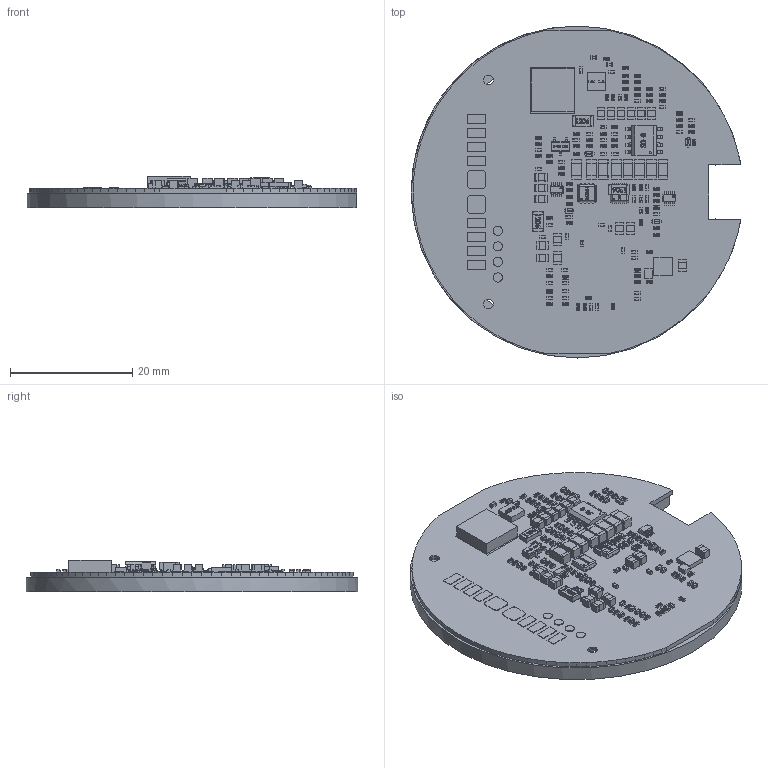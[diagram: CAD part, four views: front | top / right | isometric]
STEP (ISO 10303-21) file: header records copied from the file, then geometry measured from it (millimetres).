
FILE_DESCRIPTION((''),'2;1');
FILE_NAME('_MPP_N222X-3D_ASM','2024-05-14T',('YZL-Neil'),(''),'PRO/ENGINEER BY PARAMETRIC TECHNOLOGY CORPORATION, 2009360','PRO/ENGINEER BY PARAMETRIC TECHNOLOGY CORPORATION, 2009360','');
FILE_SCHEMA(('CONFIG_CONTROL_DESIGN'));
Length unit declared in the file: millimetre
Products named in the file (234): BOARD_1; CAP_MLCC_0402__1005__1; C1_ASM_1_ASM; CAP_MLCC_1206__3216__G_1; C10_ASM_1_ASM; C11_ASM_1_ASM; C12_ASM_1_ASM; C13_ASM_1_ASM; CAP_MLCC_0805__2012__D_1; C14_ASM_1_ASM; C15_ASM_1_ASM; C16_ASM_1_ASM; C17_ASM_1_ASM; C170_ASM_1_ASM; C18_ASM_1_ASM; C19_ASM_1_ASM; C2_ASM_1_ASM; C20_ASM_1_ASM; C201_ASM_1_ASM; C204_ASM_1_ASM; C205_ASM_1_ASM; C206_ASM_1_ASM; C207_ASM_1_ASM; C208_ASM_1_ASM; C209_ASM_1_ASM; C21_ASM_1_ASM; C210_ASM_1_ASM; C211_ASM_1_ASM; C213_ASM_1_ASM; C22_ASM_1_ASM; C23_ASM_1_ASM; C24_ASM_1_ASM; C25_ASM_1_ASM; C26_ASM_1_ASM; C268_ASM_1_ASM; C269_ASM_1_ASM; C27_ASM_1_ASM; C270_ASM_1_ASM; C271_ASM_1_ASM; C272_ASM_1_ASM ...
Assembly tree (375 placements, depth 7):
  _MPP_N222X-3D_ASM
    N226PCBA-3D_ASM_1_ASM
      PCB_ASM_1_ASM
        BOARD_1
        C1_ASM_1_ASM
          CAP_MLCC_0402__1005__1
        C10_ASM_1_ASM
          CAP_MLCC_1206__3216__G_1
        C11_ASM_1_ASM
          CAP_MLCC_0402__1005__1
        C12_ASM_1_ASM
          CAP_MLCC_0402__1005__1
        C13_ASM_1_ASM
          CAP_MLCC_0402__1005__1
        C14_ASM_1_ASM
          CAP_MLCC_0805__2012__D_1
        C15_ASM_1_ASM
          CAP_MLCC_0402__1005__1
        C16_ASM_1_ASM
          CAP_MLCC_0402__1005__1
        C17_ASM_1_ASM
          CAP_MLCC_0402__1005__1
        C170_ASM_1_ASM
          CAP_MLCC_0402__1005__1
        C18_ASM_1_ASM
          CAP_MLCC_0402__1005__1
        C19_ASM_1_ASM
          CAP_MLCC_1206__3216__G_1
        C2_ASM_1_ASM
          CAP_MLCC_1206__3216__G_1
        C20_ASM_1_ASM
          CAP_MLCC_0402__1005__1
        C201_ASM_1_ASM
          CAP_MLCC_0402__1005__1
        C204_ASM_1_ASM
          CAP_MLCC_0402__1005__1
        C205_ASM_1_ASM
          CAP_MLCC_0402__1005__1
        C206_ASM_1_ASM
          CAP_MLCC_0402__1005__1
        C207_ASM_1_ASM
          CAP_MLCC_0402__1005__1
        C208_ASM_1_ASM
          CAP_MLCC_0402__1005__1
        C209_ASM_1_ASM
          CAP_MLCC_0402__1005__1
        C21_ASM_1_ASM
          CAP_MLCC_0402__1005__1
        C210_ASM_1_ASM
          CAP_MLCC_0805__2012__D_1
        C211_ASM_1_ASM
          CAP_MLCC_0805__2012__D_1
        C213_ASM_1_ASM
          CAP_MLCC_0402__1005__1
        C22_ASM_1_ASM
          CAP_MLCC_0402__1005__1
        C23_ASM_1_ASM
          CAP_MLCC_0402__1005__1
        C24_ASM_1_ASM
          CAP_MLCC_0805__2012__D_1
Bounding box: 53.84 x 54.24 x 5.2 mm (x, y, z)
Volume: 5945.9 mm3; surface area: 10940.7 mm2
Topology: 280 solids, 280 shells, 10405 faces, 26562 edges, 16912 vertices
Faces by surface type: plane 5692, extrusion 2570, cylinder 1563, sphere 576, cone 4
Entity records: 82994 total; most frequent: CARTESIAN_POINT 23558, DIRECTION 8512, ORIENTED_EDGE 7720, PRESENTATION_STYLE_ASSIGNMENT 4530, STYLED_ITEM 4102, CURVE_STYLE 4029, EDGE_CURVE 3860, VECTOR 3392
